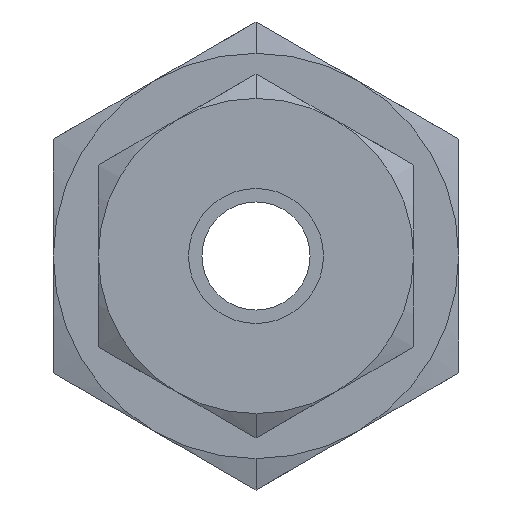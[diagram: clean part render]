
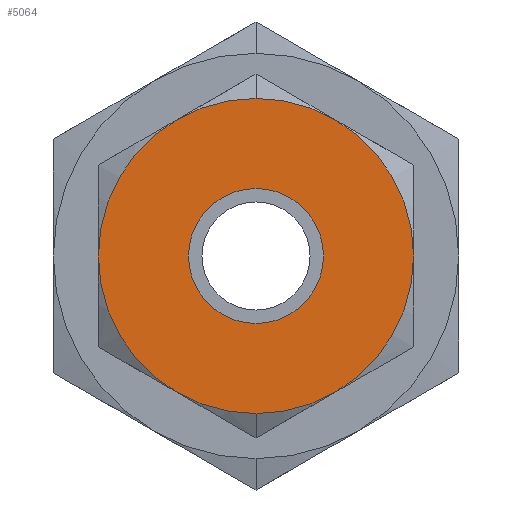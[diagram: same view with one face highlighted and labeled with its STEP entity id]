
A CAD part, left-side view. The second image highlights one B-rep face of the part: STEP entity #5064.
In plain terms, the highlighted planar face has unit normal (-1, 0, 0).
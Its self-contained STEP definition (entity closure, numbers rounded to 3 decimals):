
#136 = EDGE_CURVE ( 'NONE', #2375, #2548, #1699, .T. ) ;
#224 = CARTESIAN_POINT ( 'NONE',  ( 0., 0., -7. ) ) ;
#249 = EDGE_LOOP ( 'NONE', ( #6511, #4894 ) ) ;
#294 = PLANE ( 'NONE',  #6346 ) ;
#330 = DIRECTION ( 'NONE',  ( -1., 0., 0. ) ) ;
#777 = ORIENTED_EDGE ( 'NONE', *, *, #136, .T. ) ;
#791 = DIRECTION ( 'NONE',  ( 0., 0., 1. ) ) ;
#881 = CIRCLE ( 'NONE', #4742, 7. ) ;
#1190 = DIRECTION ( 'NONE',  ( 1., 0., 0. ) ) ;
#1317 = CARTESIAN_POINT ( 'NONE',  ( 0., 0., 0. ) ) ;
#1601 = CARTESIAN_POINT ( 'NONE',  ( 0., 0., -3. ) ) ;
#1699 = CIRCLE ( 'NONE', #7265, 3. ) ;
#1815 = AXIS2_PLACEMENT_3D ( 'NONE', #4660, #1190, #6402 ) ;
#1847 = CARTESIAN_POINT ( 'NONE',  ( 0., 0., 0. ) ) ;
#2048 = DIRECTION ( 'NONE',  ( 0., 0., 1. ) ) ;
#2088 = FACE_OUTER_BOUND ( 'NONE', #249, .T. ) ;
#2280 = VERTEX_POINT ( 'NONE', #224 ) ;
#2312 = CARTESIAN_POINT ( 'NONE',  ( 0., 0., 7. ) ) ;
#2375 = VERTEX_POINT ( 'NONE', #1601 ) ;
#2388 = CARTESIAN_POINT ( 'NONE',  ( 0., 0., 0. ) ) ;
#2548 = VERTEX_POINT ( 'NONE', #5981 ) ;
#2562 = AXIS2_PLACEMENT_3D ( 'NONE', #2388, #5950, #7447 ) ;
#2824 = ORIENTED_EDGE ( 'NONE', *, *, #6509, .T. ) ;
#3129 = CIRCLE ( 'NONE', #1815, 7. ) ;
#3471 = DIRECTION ( 'NONE',  ( 1., 0., 0. ) ) ;
#4258 = DIRECTION ( 'NONE',  ( 1., 0., 0. ) ) ;
#4398 = EDGE_LOOP ( 'NONE', ( #777, #2824 ) ) ;
#4413 = EDGE_CURVE ( 'NONE', #5153, #2280, #881, .T. ) ;
#4660 = CARTESIAN_POINT ( 'NONE',  ( 0., 0., 0. ) ) ;
#4742 = AXIS2_PLACEMENT_3D ( 'NONE', #1317, #4258, #791 ) ;
#4894 = ORIENTED_EDGE ( 'NONE', *, *, #5586, .F. ) ;
#5064 = ADVANCED_FACE ( 'NONE', ( #5467, #2088 ), #294, .T. ) ;
#5153 = VERTEX_POINT ( 'NONE', #2312 ) ;
#5467 = FACE_BOUND ( 'NONE', #4398, .T. ) ;
#5502 = CARTESIAN_POINT ( 'NONE',  ( 0., 0., 3.5 ) ) ;
#5586 = EDGE_CURVE ( 'NONE', #2280, #5153, #3129, .T. ) ;
#5792 = DIRECTION ( 'NONE',  ( 0., 0., -1. ) ) ;
#5950 = DIRECTION ( 'NONE',  ( 1., 0., 0. ) ) ;
#5981 = CARTESIAN_POINT ( 'NONE',  ( 0., 0., 3. ) ) ;
#6346 = AXIS2_PLACEMENT_3D ( 'NONE', #5502, #330, #2048 ) ;
#6402 = DIRECTION ( 'NONE',  ( 0., 0., -1. ) ) ;
#6509 = EDGE_CURVE ( 'NONE', #2548, #2375, #6687, .T. ) ;
#6511 = ORIENTED_EDGE ( 'NONE', *, *, #4413, .F. ) ;
#6687 = CIRCLE ( 'NONE', #2562, 3. ) ;
#7265 = AXIS2_PLACEMENT_3D ( 'NONE', #1847, #3471, #5792 ) ;
#7447 = DIRECTION ( 'NONE',  ( 0., 0., 1. ) ) ;
